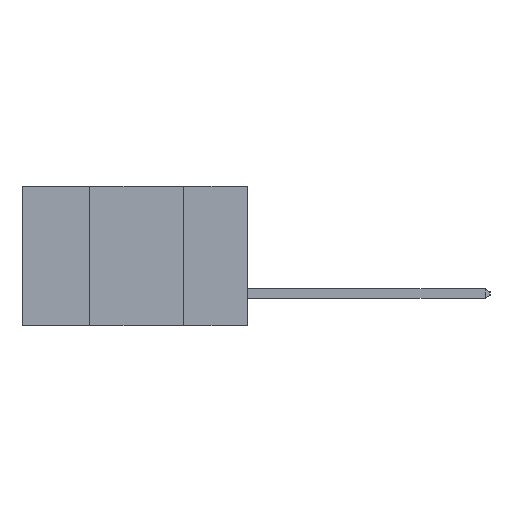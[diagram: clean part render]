
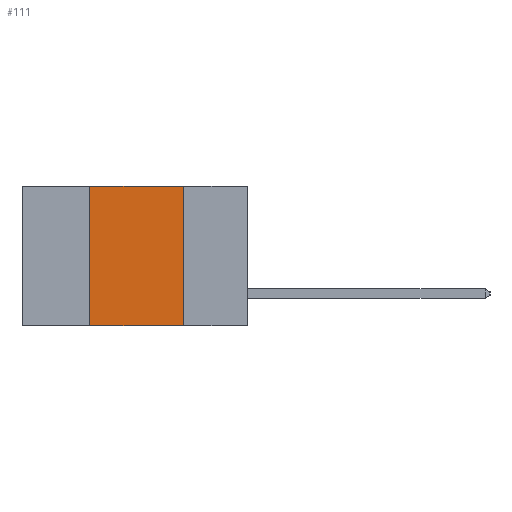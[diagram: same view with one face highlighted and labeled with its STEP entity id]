
A CAD part, left-side view. The second image highlights one B-rep face of the part: STEP entity #111.
In plain terms, the highlighted planar face has unit normal (-1, 0, 0).
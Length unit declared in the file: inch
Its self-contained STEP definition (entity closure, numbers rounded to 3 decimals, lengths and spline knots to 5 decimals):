
#111 = ADVANCED_FACE ( 'NONE', ( #10957 ), #2374, .F. ) ;
#725 = DIRECTION ( 'NONE',  ( 0., 0., -1. ) ) ;
#863 = VECTOR ( 'NONE', #13536, 39.37008 ) ;
#1103 = DIRECTION ( 'NONE',  ( 0., -1., 0. ) ) ;
#1192 = ORIENTED_EDGE ( 'NONE', *, *, #9489, .F. ) ;
#1570 = CARTESIAN_POINT ( 'NONE',  ( 0., 0.42, 0. ) ) ;
#1637 = CARTESIAN_POINT ( 'NONE',  ( 0., 0.6, 0. ) ) ;
#1691 = DIRECTION ( 'NONE',  ( 1., 0., 0. ) ) ;
#2374 = PLANE ( 'NONE',  #11129 ) ;
#3269 = CARTESIAN_POINT ( 'NONE',  ( 0., 0.17, 0. ) ) ;
#3590 = CARTESIAN_POINT ( 'NONE',  ( 0., 0.42, 0. ) ) ;
#4363 = DIRECTION ( 'NONE',  ( 0., -1., 0. ) ) ;
#4455 = ORIENTED_EDGE ( 'NONE', *, *, #8407, .F. ) ;
#4513 = LINE ( 'NONE', #3590, #863 ) ;
#4727 = CARTESIAN_POINT ( 'NONE',  ( 0., 0.6, 0. ) ) ;
#5499 = CARTESIAN_POINT ( 'NONE',  ( 0., 0.6, -0.37 ) ) ;
#6324 = EDGE_CURVE ( 'NONE', #7390, #9989, #4513, .T. ) ;
#6607 = CARTESIAN_POINT ( 'NONE',  ( 0., 0.42, -0.37 ) ) ;
#6786 = EDGE_CURVE ( 'NONE', #7390, #7601, #12652, .T. ) ;
#6796 = LINE ( 'NONE', #4727, #7128 ) ;
#6808 = EDGE_LOOP ( 'NONE', ( #1192, #4455, #8181, #11140 ) ) ;
#6929 = VECTOR ( 'NONE', #7890, 39.37008 ) ;
#7128 = VECTOR ( 'NONE', #1103, 39.37008 ) ;
#7390 = VERTEX_POINT ( 'NONE', #6607 ) ;
#7601 = VERTEX_POINT ( 'NONE', #8022 ) ;
#7890 = DIRECTION ( 'NONE',  ( 0., 0., -1. ) ) ;
#8022 = CARTESIAN_POINT ( 'NONE',  ( 0., 0.17, -0.37 ) ) ;
#8181 = ORIENTED_EDGE ( 'NONE', *, *, #6324, .F. ) ;
#8407 = EDGE_CURVE ( 'NONE', #9989, #8606, #6796, .T. ) ;
#8606 = VERTEX_POINT ( 'NONE', #12914 ) ;
#9489 = EDGE_CURVE ( 'NONE', #8606, #7601, #9878, .T. ) ;
#9763 = VECTOR ( 'NONE', #4363, 39.37008 ) ;
#9878 = LINE ( 'NONE', #3269, #6929 ) ;
#9989 = VERTEX_POINT ( 'NONE', #1570 ) ;
#10957 = FACE_OUTER_BOUND ( 'NONE', #6808, .T. ) ;
#11129 = AXIS2_PLACEMENT_3D ( 'NONE', #1637, #1691, #725 ) ;
#11140 = ORIENTED_EDGE ( 'NONE', *, *, #6786, .T. ) ;
#12652 = LINE ( 'NONE', #5499, #9763 ) ;
#12914 = CARTESIAN_POINT ( 'NONE',  ( 0., 0.17, 0. ) ) ;
#13536 = DIRECTION ( 'NONE',  ( 0., 0., 1. ) ) ;
